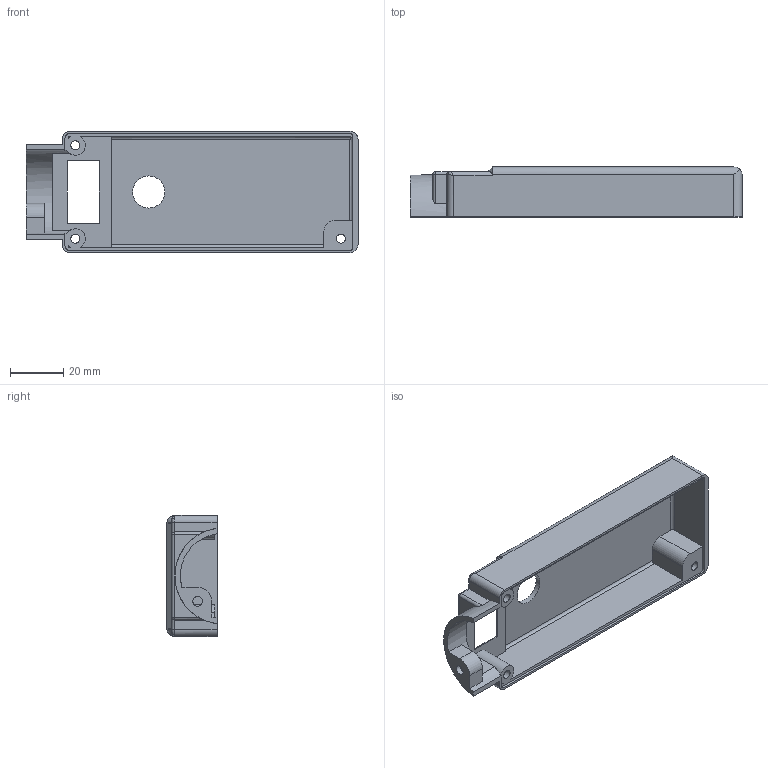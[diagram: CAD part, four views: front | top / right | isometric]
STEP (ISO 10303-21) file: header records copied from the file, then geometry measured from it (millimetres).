
FILE_DESCRIPTION(/* description */ (''),/* implementation_level */ '2;1');
FILE_NAME(/* name */ 'case_top.stp',/* time_stamp */ '2025-03-27T17:22:57+01:00',/* author */ ('Acer'),/* organization */ (''),/* preprocessor_version */ 'ST-DEVELOPER v20',/* originating_system */ 'Autodesk Inventor 2025',/* authorisation */ '');
FILE_SCHEMA (('AUTOMOTIVE_DESIGN { 1 0 10303 214 3 1 1 }'));
Length unit declared in the file: millimetre
Products named in the file (1): case_top
Bounding box: 124.4 x 18.8 x 45.4 mm (x, y, z)
Volume: 20298.9 mm3; surface area: 21224.6 mm2
Topology: 1 solids, 1 shells, 118 faces, 312 edges, 196 vertices
Faces by surface type: plane 59, cylinder 46, bspline 6, torus 3, cone 2, sphere 2
Full cylindrical faces by diameter (mm): 3.4 x3, 3.6 x2, 12 x1
Entity records: 3896 total; most frequent: CARTESIAN_POINT 875, DIRECTION 627, ORIENTED_EDGE 620, EDGE_CURVE 310, AXIS2_PLACEMENT_3D 218, VERTEX_POINT 196, LINE 191, VECTOR 191
